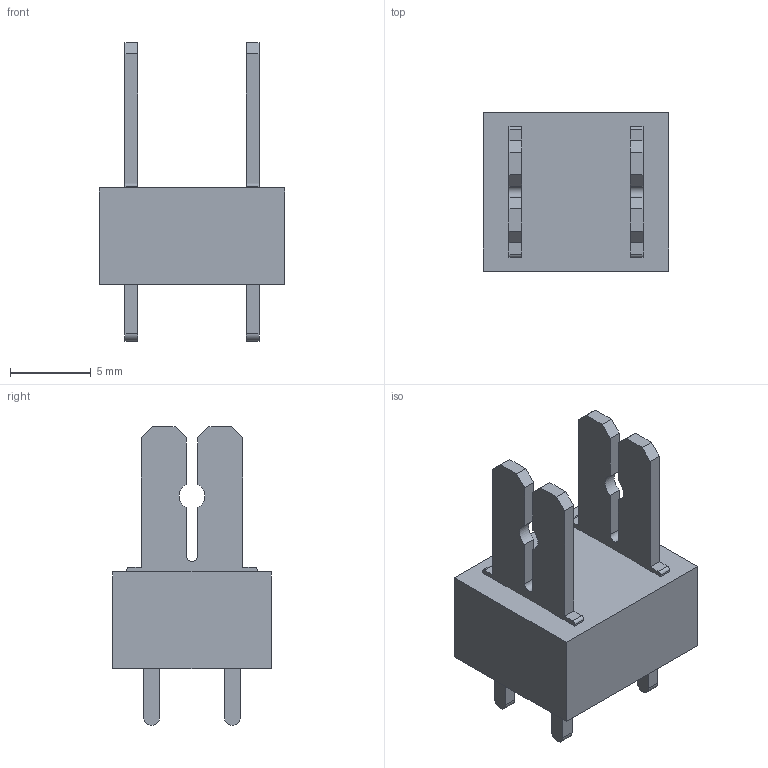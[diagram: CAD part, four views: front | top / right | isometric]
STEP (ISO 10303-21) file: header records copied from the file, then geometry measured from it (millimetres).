
FILE_DESCRIPTION(('CATIA V5 STEP Exchange','CAx-IF Rec.Pracs.--- Model Styling and Organization---1.2---2011-12-15'),'2;1');
FILE_NAME ('D1464853_0_9500620000_9500620000.stp','2018-12-03T09:18:49+00:00',('none'),('Weidmueller'),'CATIA Version 5-6 Release 2014','CATIA V5 STEP AP214','none');
FILE_SCHEMA(('AUTOMOTIVE_DESIGN { 1 0 10303 214 1 1 1 1 }'));
Length unit declared in the file: millimetre
Products named in the file (1): 9500620000
Bounding box: 11.5 x 9.8 x 18.5 mm (x, y, z)
Volume: 766.3 mm3; surface area: 972.8 mm2
Topology: 3 solids, 3 shells, 86 faces, 244 edges, 165 vertices
Faces by surface type: plane 72, cylinder 14
Entity records: 2595 total; most frequent: ORIENTED_EDGE 480, CARTESIAN_POINT 457, DIRECTION 332, EDGE_CURVE 240, VECTOR 216, LINE 216, VERTEX_POINT 160, EDGE_LOOP 94
